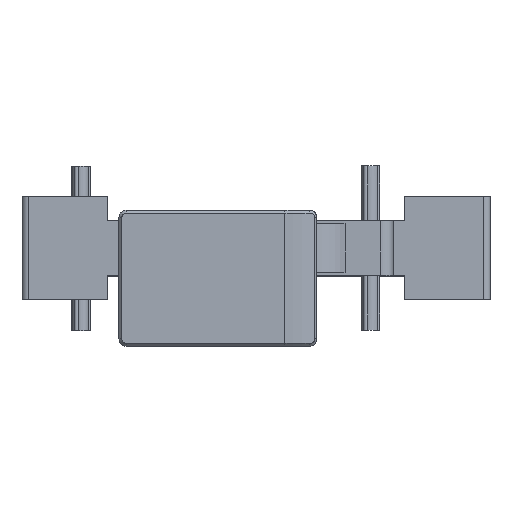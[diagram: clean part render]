
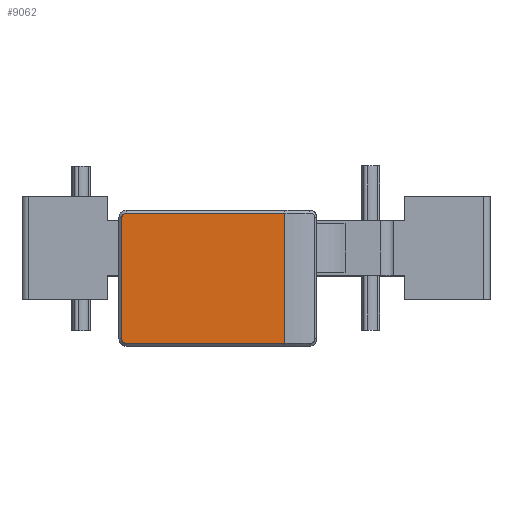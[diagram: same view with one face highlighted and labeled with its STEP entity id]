
A CAD part, top view. The second image highlights one B-rep face of the part: STEP entity #9062.
In plain terms, the highlighted planar face has unit normal (0, 0, 1).
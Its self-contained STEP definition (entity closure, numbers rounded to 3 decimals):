
#7341=DIRECTION('',(1.,0.,0.));
#7342=VECTOR('',#7341,26.041);
#7343=CARTESIAN_POINT('',(1.2,0.48,5.4));
#7344=LINE('',#7343,#7342);
#7345=CARTESIAN_POINT('',(1.2,21.1,5.4));
#7346=DIRECTION('',(0.,0.,-1.));
#7347=DIRECTION('',(-1.,0.,0.));
#7348=AXIS2_PLACEMENT_3D('',#7345,#7346,#7347);
#7350=CARTESIAN_POINT('',(1.2,1.2,5.4));
#7351=DIRECTION('',(0.,0.,-1.));
#7352=DIRECTION('',(0.,-1.,0.));
#7353=AXIS2_PLACEMENT_3D('',#7350,#7351,#7352);
#7355=DIRECTION('',(0.,-1.,0.));
#7356=VECTOR('',#7355,19.9);
#7357=CARTESIAN_POINT('',(0.48,21.1,5.4));
#7358=LINE('',#7357,#7356);
#7397=DIRECTION('',(-1.,0.,0.));
#7398=VECTOR('',#7397,26.041);
#7399=CARTESIAN_POINT('',(27.241,21.82,5.4));
#7400=LINE('',#7399,#7398);
#7410=DIRECTION('',(0.,1.,0.));
#7411=VECTOR('',#7410,21.34);
#7412=CARTESIAN_POINT('',(27.241,0.48,5.4));
#7413=LINE('',#7412,#7411);
#8072=CARTESIAN_POINT('',(1.2,0.48,5.4));
#8073=CARTESIAN_POINT('',(27.241,0.48,5.4));
#8074=VERTEX_POINT('',#8072);
#8075=VERTEX_POINT('',#8073);
#8076=CARTESIAN_POINT('',(0.48,21.1,5.4));
#8077=CARTESIAN_POINT('',(0.48,1.2,5.4));
#8078=VERTEX_POINT('',#8076);
#8079=VERTEX_POINT('',#8077);
#8080=CARTESIAN_POINT('',(1.2,21.82,5.4));
#8081=VERTEX_POINT('',#8080);
#8082=CARTESIAN_POINT('',(27.241,21.82,5.4));
#8083=VERTEX_POINT('',#8082);
#9044=CARTESIAN_POINT('',(0.,51.,5.4));
#9045=DIRECTION('',(0.,0.,1.));
#9046=DIRECTION('',(1.,0.,0.));
#9047=AXIS2_PLACEMENT_3D('',#9044,#9045,#9046);
#9048=PLANE('',#9047);
#9050=ORIENTED_EDGE('',*,*,#9049,.F.);
#9052=ORIENTED_EDGE('',*,*,#9051,.T.);
#9054=ORIENTED_EDGE('',*,*,#9053,.F.);
#9056=ORIENTED_EDGE('',*,*,#9055,.F.);
#9057=ORIENTED_EDGE('',*,*,#9034,.F.);
#9059=ORIENTED_EDGE('',*,*,#9058,.T.);
#9060=EDGE_LOOP('',(#9050,#9052,#9054,#9056,#9057,#9059));
#9061=FACE_OUTER_BOUND('',#9060,.F.);
#7349=CIRCLE('',#7348,0.72);
#7354=CIRCLE('',#7353,0.72);
#9034=EDGE_CURVE('',#8074,#8075,#7344,.T.);
#9049=EDGE_CURVE('',#8078,#8079,#7358,.T.);
#9051=EDGE_CURVE('',#8078,#8081,#7349,.T.);
#9053=EDGE_CURVE('',#8083,#8081,#7400,.T.);
#9055=EDGE_CURVE('',#8075,#8083,#7413,.T.);
#9058=EDGE_CURVE('',#8074,#8079,#7354,.T.);
#9062=ADVANCED_FACE('',(#9061),#9048,.T.);
